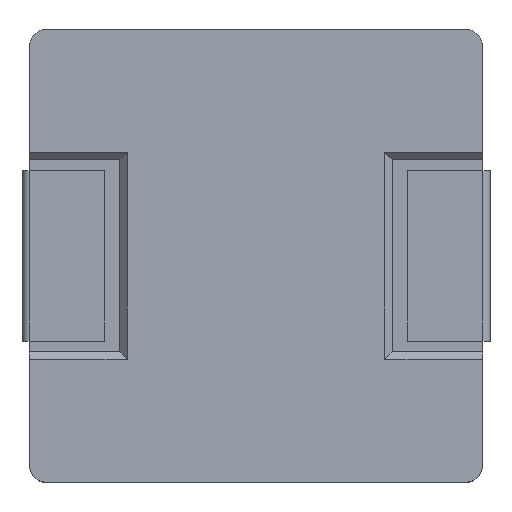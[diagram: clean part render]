
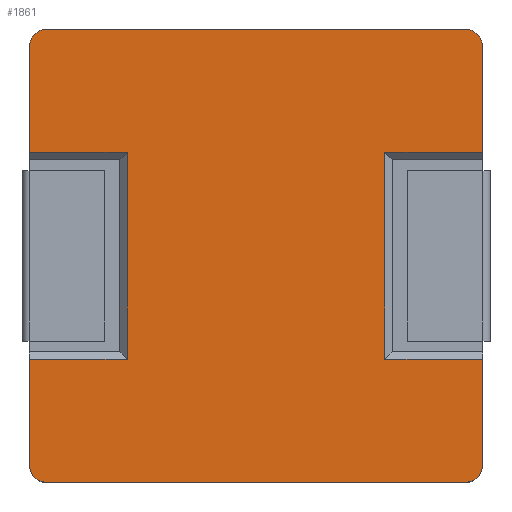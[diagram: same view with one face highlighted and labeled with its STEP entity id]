
A CAD part, top view. The second image highlights one B-rep face of the part: STEP entity #1861.
In plain terms, the highlighted planar face has unit normal (0, 0, 1).
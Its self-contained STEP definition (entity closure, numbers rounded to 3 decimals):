
#15 = DIRECTION ( 'NONE',  ( 0., -1., 0. ) ) ;
#41 = CARTESIAN_POINT ( 'NONE',  ( 6.1, -5.9, 4.8 ) ) ;
#102 = DIRECTION ( 'NONE',  ( 0., 0., 1. ) ) ;
#150 = CARTESIAN_POINT ( 'NONE',  ( 6.1, 2.7, 4.8 ) ) ;
#159 = VECTOR ( 'NONE', #15, 1000. ) ;
#177 = DIRECTION ( 'NONE',  ( 0., 0., 1. ) ) ;
#201 = EDGE_LOOP ( 'NONE', ( #1509, #950, #954, #967, #1233, #2766, #1953, #2699, #2522, #1513, #738, #1184, #2477, #2324, #2500, #760 ) ) ;
#233 = CIRCLE ( 'NONE', #1500, 0.5 ) ;
#255 = VERTEX_POINT ( 'NONE', #1950 ) ;
#263 = DIRECTION ( 'NONE',  ( 1., 0., 0. ) ) ;
#290 = DIRECTION ( 'NONE',  ( -1., 0., 0. ) ) ;
#307 = CARTESIAN_POINT ( 'NONE',  ( 3.4, 2.5, 4.8 ) ) ;
#308 = EDGE_CURVE ( 'NONE', #1076, #2093, #371, .T. ) ;
#371 = LINE ( 'NONE', #402, #868 ) ;
#391 = EDGE_CURVE ( 'NONE', #1029, #2395, #898, .T. ) ;
#396 = VECTOR ( 'NONE', #1882, 1000. ) ;
#401 = CARTESIAN_POINT ( 'NONE',  ( -6.4, -3., 4.8 ) ) ;
#402 = CARTESIAN_POINT ( 'NONE',  ( -6.4, -0.15, 4.8 ) ) ;
#442 = DIRECTION ( 'NONE',  ( 0., 1., 0. ) ) ;
#463 = PLANE ( 'NONE',  #2759 ) ;
#468 = VECTOR ( 'NONE', #2919, 1000. ) ;
#505 = VECTOR ( 'NONE', #1545, 1000. ) ;
#511 = VERTEX_POINT ( 'NONE', #41 ) ;
#532 = EDGE_CURVE ( 'NONE', #2395, #2562, #2640, .T. ) ;
#583 = EDGE_CURVE ( 'NONE', #1256, #1348, #2730, .T. ) ;
#624 = CARTESIAN_POINT ( 'NONE',  ( -3.7, 2.7, 4.8 ) ) ;
#631 = DIRECTION ( 'NONE',  ( 1., 0., 0. ) ) ;
#641 = CARTESIAN_POINT ( 'NONE',  ( -5.9, 5.6, 4.8 ) ) ;
#671 = DIRECTION ( 'NONE',  ( 0., 0., 1. ) ) ;
#710 = CIRCLE ( 'NONE', #2490, 0.5 ) ;
#738 = ORIENTED_EDGE ( 'NONE', *, *, #532, .T. ) ;
#760 = ORIENTED_EDGE ( 'NONE', *, *, #2218, .T. ) ;
#774 = CARTESIAN_POINT ( 'NONE',  ( 5.6, -5.9, 4.8 ) ) ;
#782 = CARTESIAN_POINT ( 'NONE',  ( 3.4, 2.7, 4.8 ) ) ;
#792 = EDGE_CURVE ( 'NONE', #1029, #511, #2975, .T. ) ;
#794 = CARTESIAN_POINT ( 'NONE',  ( -0.15, -6.4, 4.8 ) ) ;
#810 = CARTESIAN_POINT ( 'NONE',  ( -6.4, -3., 4.8 ) ) ;
#868 = VECTOR ( 'NONE', #1568, 1000. ) ;
#887 = EDGE_CURVE ( 'NONE', #1076, #1292, #1678, .T. ) ;
#898 = LINE ( 'NONE', #1335, #1438 ) ;
#950 = ORIENTED_EDGE ( 'NONE', *, *, #887, .T. ) ;
#954 = ORIENTED_EDGE ( 'NONE', *, *, #1381, .T. ) ;
#967 = ORIENTED_EDGE ( 'NONE', *, *, #1988, .T. ) ;
#992 = VECTOR ( 'NONE', #442, 1000. ) ;
#1005 = LINE ( 'NONE', #1235, #468 ) ;
#1014 = VERTEX_POINT ( 'NONE', #2672 ) ;
#1027 = CARTESIAN_POINT ( 'NONE',  ( 5.6, 5.6, 4.8 ) ) ;
#1028 = CARTESIAN_POINT ( 'NONE',  ( -5.9, 6.1, 4.8 ) ) ;
#1029 = VERTEX_POINT ( 'NONE', #2938 ) ;
#1038 = CARTESIAN_POINT ( 'NONE',  ( 6.1, 5.6, 4.8 ) ) ;
#1058 = VERTEX_POINT ( 'NONE', #1038 ) ;
#1076 = VERTEX_POINT ( 'NONE', #1986 ) ;
#1081 = DIRECTION ( 'NONE',  ( 1., 0., 0. ) ) ;
#1097 = DIRECTION ( 'NONE',  ( 1., 0., 0. ) ) ;
#1109 = VECTOR ( 'NONE', #1081, 1000. ) ;
#1136 = VERTEX_POINT ( 'NONE', #2881 ) ;
#1160 = DIRECTION ( 'NONE',  ( 0., -1., 0. ) ) ;
#1184 = ORIENTED_EDGE ( 'NONE', *, *, #2226, .T. ) ;
#1186 = CARTESIAN_POINT ( 'NONE',  ( 6.1, 2.7, 4.8 ) ) ;
#1222 = CIRCLE ( 'NONE', #2904, 0.5 ) ;
#1233 = ORIENTED_EDGE ( 'NONE', *, *, #583, .F. ) ;
#1235 = CARTESIAN_POINT ( 'NONE',  ( 6.1, -0.15, 4.8 ) ) ;
#1256 = VERTEX_POINT ( 'NONE', #2983 ) ;
#1292 = VERTEX_POINT ( 'NONE', #624 ) ;
#1335 = CARTESIAN_POINT ( 'NONE',  ( 3.6, -3., 4.8 ) ) ;
#1348 = VERTEX_POINT ( 'NONE', #401 ) ;
#1349 = CARTESIAN_POINT ( 'NONE',  ( -3.7, -3., 4.8 ) ) ;
#1381 = EDGE_CURVE ( 'NONE', #1292, #2301, #1800, .T. ) ;
#1386 = FACE_OUTER_BOUND ( 'NONE', #201, .T. ) ;
#1438 = VECTOR ( 'NONE', #2288, 1000. ) ;
#1463 = EDGE_CURVE ( 'NONE', #1559, #1014, #1684, .T. ) ;
#1471 = VECTOR ( 'NONE', #2340, 1000. ) ;
#1500 = AXIS2_PLACEMENT_3D ( 'NONE', #1027, #671, #631 ) ;
#1509 = ORIENTED_EDGE ( 'NONE', *, *, #308, .F. ) ;
#1513 = ORIENTED_EDGE ( 'NONE', *, *, #391, .T. ) ;
#1519 = CARTESIAN_POINT ( 'NONE',  ( -6.4, 5.6, 4.8 ) ) ;
#1521 = VECTOR ( 'NONE', #1160, 1000. ) ;
#1523 = LINE ( 'NONE', #794, #2486 ) ;
#1545 = DIRECTION ( 'NONE',  ( 0., 1., 0. ) ) ;
#1559 = VERTEX_POINT ( 'NONE', #1028 ) ;
#1568 = DIRECTION ( 'NONE',  ( 0., 1., 0. ) ) ;
#1571 = DIRECTION ( 'NONE',  ( -1., 0., 0. ) ) ;
#1678 = LINE ( 'NONE', #2373, #396 ) ;
#1684 = LINE ( 'NONE', #2097, #1471 ) ;
#1736 = DIRECTION ( 'NONE',  ( 1., 0., 0. ) ) ;
#1744 = CARTESIAN_POINT ( 'NONE',  ( -6.4, -0.15, 4.8 ) ) ;
#1777 = VECTOR ( 'NONE', #1571, 1000. ) ;
#1800 = LINE ( 'NONE', #2737, #159 ) ;
#1855 = DIRECTION ( 'NONE',  ( 0., 0., 1. ) ) ;
#1861 = ADVANCED_FACE ( 'NONE', ( #1386 ), #463, .T. ) ;
#1882 = DIRECTION ( 'NONE',  ( 1., 0., 0. ) ) ;
#1918 = CIRCLE ( 'NONE', #2398, 0.5 ) ;
#1950 = CARTESIAN_POINT ( 'NONE',  ( -5.9, -6.4, 4.8 ) ) ;
#1953 = ORIENTED_EDGE ( 'NONE', *, *, #2876, .F. ) ;
#1954 = DIRECTION ( 'NONE',  ( 1., 0., 0. ) ) ;
#1986 = CARTESIAN_POINT ( 'NONE',  ( -6.4, 2.7, 4.8 ) ) ;
#1988 = EDGE_CURVE ( 'NONE', #2301, #1348, #2145, .T. ) ;
#2027 = DIRECTION ( 'NONE',  ( 0., 0., 1. ) ) ;
#2077 = EDGE_CURVE ( 'NONE', #1256, #255, #1918, .T. ) ;
#2093 = VERTEX_POINT ( 'NONE', #1519 ) ;
#2097 = CARTESIAN_POINT ( 'NONE',  ( -0.15, 6.1, 4.8 ) ) ;
#2145 = LINE ( 'NONE', #810, #1777 ) ;
#2218 = EDGE_CURVE ( 'NONE', #1559, #2093, #710, .T. ) ;
#2226 = EDGE_CURVE ( 'NONE', #2562, #2748, #2982, .T. ) ;
#2275 = CARTESIAN_POINT ( 'NONE',  ( -5.9, -5.9, 4.8 ) ) ;
#2288 = DIRECTION ( 'NONE',  ( -1., 0., 0. ) ) ;
#2301 = VERTEX_POINT ( 'NONE', #1349 ) ;
#2324 = ORIENTED_EDGE ( 'NONE', *, *, #2638, .T. ) ;
#2340 = DIRECTION ( 'NONE',  ( 1., 0., 0. ) ) ;
#2373 = CARTESIAN_POINT ( 'NONE',  ( -3.9, 2.7, 4.8 ) ) ;
#2395 = VERTEX_POINT ( 'NONE', #2806 ) ;
#2398 = AXIS2_PLACEMENT_3D ( 'NONE', #2275, #177, #1736 ) ;
#2477 = ORIENTED_EDGE ( 'NONE', *, *, #2893, .F. ) ;
#2486 = VECTOR ( 'NONE', #290, 1000. ) ;
#2490 = AXIS2_PLACEMENT_3D ( 'NONE', #641, #2027, #1097 ) ;
#2500 = ORIENTED_EDGE ( 'NONE', *, *, #1463, .F. ) ;
#2522 = ORIENTED_EDGE ( 'NONE', *, *, #792, .F. ) ;
#2528 = CARTESIAN_POINT ( 'NONE',  ( 6.1, -0.15, 4.8 ) ) ;
#2562 = VERTEX_POINT ( 'NONE', #782 ) ;
#2638 = EDGE_CURVE ( 'NONE', #1058, #1014, #233, .T. ) ;
#2640 = LINE ( 'NONE', #307, #992 ) ;
#2672 = CARTESIAN_POINT ( 'NONE',  ( 5.6, 6.1, 4.8 ) ) ;
#2699 = ORIENTED_EDGE ( 'NONE', *, *, #2987, .T. ) ;
#2730 = LINE ( 'NONE', #1744, #505 ) ;
#2737 = CARTESIAN_POINT ( 'NONE',  ( -3.7, -2.8, 4.8 ) ) ;
#2748 = VERTEX_POINT ( 'NONE', #1186 ) ;
#2759 = AXIS2_PLACEMENT_3D ( 'NONE', #2845, #1855, #263 ) ;
#2766 = ORIENTED_EDGE ( 'NONE', *, *, #2077, .T. ) ;
#2806 = CARTESIAN_POINT ( 'NONE',  ( 3.4, -3., 4.8 ) ) ;
#2845 = CARTESIAN_POINT ( 'NONE',  ( -0.15, -0.15, 4.8 ) ) ;
#2876 = EDGE_CURVE ( 'NONE', #1136, #255, #1523, .T. ) ;
#2881 = CARTESIAN_POINT ( 'NONE',  ( 5.6, -6.4, 4.8 ) ) ;
#2893 = EDGE_CURVE ( 'NONE', #1058, #2748, #1005, .T. ) ;
#2904 = AXIS2_PLACEMENT_3D ( 'NONE', #774, #102, #1954 ) ;
#2919 = DIRECTION ( 'NONE',  ( 0., -1., 0. ) ) ;
#2938 = CARTESIAN_POINT ( 'NONE',  ( 6.1, -3., 4.8 ) ) ;
#2975 = LINE ( 'NONE', #2528, #1521 ) ;
#2982 = LINE ( 'NONE', #150, #1109 ) ;
#2983 = CARTESIAN_POINT ( 'NONE',  ( -6.4, -5.9, 4.8 ) ) ;
#2987 = EDGE_CURVE ( 'NONE', #1136, #511, #1222, .T. ) ;
